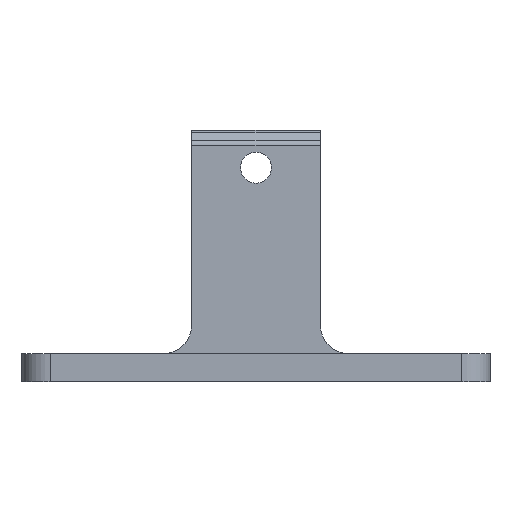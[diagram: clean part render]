
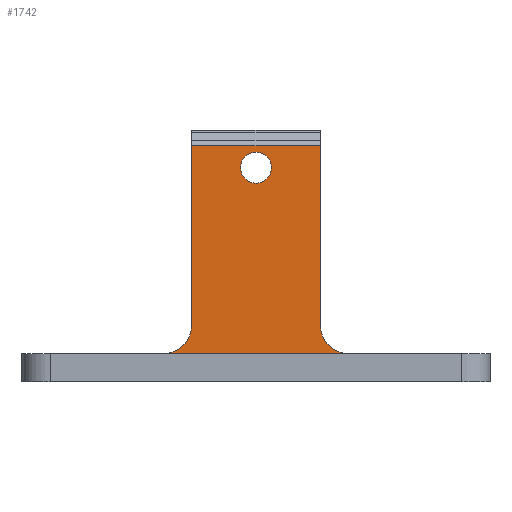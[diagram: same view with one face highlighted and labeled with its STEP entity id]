
A CAD part, front view. The second image highlights one B-rep face of the part: STEP entity #1742.
In plain terms, the highlighted planar face has unit normal (0, -1, 0).
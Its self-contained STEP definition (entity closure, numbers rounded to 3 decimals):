
#336=CARTESIAN_POINT('Vertex',(11.25,-3.3,-12.5)) ;
#339=CARTESIAN_POINT('Line Origine',(0.,-3.3,-12.5)) ;
#343=CARTESIAN_POINT('Vertex',(-11.25,-3.3,-12.5)) ;
#950=CARTESIAN_POINT('Vertex',(-11.25,-3.3,-10.5)) ;
#953=CARTESIAN_POINT('Line Origine',(-11.25,-3.3,-11.5)) ;
#976=CARTESIAN_POINT('Vertex',(11.25,-3.3,-10.5)) ;
#979=CARTESIAN_POINT('Line Origine',(11.25,-3.3,-11.5)) ;
#1280=CARTESIAN_POINT('Vertex',(-1.1,-3.3,2.65)) ;
#1283=CARTESIAN_POINT('Axis2P3D Location',(0.,-3.3,2.65)) ;
#1287=CARTESIAN_POINT('Vertex',(1.1,-3.3,2.65)) ;
#1309=CARTESIAN_POINT('Axis2P3D Location',(0.,-3.3,2.65)) ;
#1337=CARTESIAN_POINT('Vertex',(6.55,-3.3,-10.5)) ;
#1351=CARTESIAN_POINT('Vertex',(4.55,-3.3,-8.5)) ;
#1354=CARTESIAN_POINT('Axis2P3D Location',(6.55,-3.3,-8.5)) ;
#1409=CARTESIAN_POINT('Line Origine',(8.9,-3.3,-10.5)) ;
#1414=CARTESIAN_POINT('Line Origine',(-8.9,-3.3,-10.5)) ;
#1418=CARTESIAN_POINT('Vertex',(-6.55,-3.3,-10.5)) ;
#1460=CARTESIAN_POINT('Vertex',(-4.55,-3.3,-8.5)) ;
#1468=CARTESIAN_POINT('Axis2P3D Location',(-6.55,-3.3,-8.5)) ;
#1702=CARTESIAN_POINT('Axis2P3D Location',(11.25,-3.3,-12.5)) ;
#1707=CARTESIAN_POINT('Line Origine',(0.,-3.3,4.193)) ;
#1711=CARTESIAN_POINT('Vertex',(-4.55,-3.3,4.193)) ;
#1713=CARTESIAN_POINT('Vertex',(4.55,-3.3,4.193)) ;
#1716=CARTESIAN_POINT('Line Origine',(-4.55,-3.3,-2.154)) ;
#1721=CARTESIAN_POINT('Line Origine',(4.55,-3.3,-2.154)) ;
#340=DIRECTION('Vector Direction',(-1.,0.,0.)) ;
#954=DIRECTION('Vector Direction',(0.,0.,1.)) ;
#980=DIRECTION('Vector Direction',(0.,0.,1.)) ;
#1284=DIRECTION('Axis2P3D Direction',(0.,1.,0.)) ;
#1310=DIRECTION('Axis2P3D Direction',(0.,1.,0.)) ;
#1355=DIRECTION('Axis2P3D Direction',(0.,1.,0.)) ;
#1410=DIRECTION('Vector Direction',(-1.,0.,0.)) ;
#1415=DIRECTION('Vector Direction',(-1.,0.,0.)) ;
#1469=DIRECTION('Axis2P3D Direction',(-0.,1.,0.)) ;
#1703=DIRECTION('Axis2P3D Direction',(0.,1.,-0.)) ;
#1704=DIRECTION('Axis2P3D XDirection',(-1.,0.,0.)) ;
#1708=DIRECTION('Vector Direction',(-1.,0.,0.)) ;
#1717=DIRECTION('Vector Direction',(0.,0.,-1.)) ;
#1722=DIRECTION('Vector Direction',(0.,0.,1.)) ;
#1285=AXIS2_PLACEMENT_3D('Circle Axis2P3D',#1283,#1284,$) ;
#1311=AXIS2_PLACEMENT_3D('Circle Axis2P3D',#1309,#1310,$) ;
#1356=AXIS2_PLACEMENT_3D('Circle Axis2P3D',#1354,#1355,$) ;
#1470=AXIS2_PLACEMENT_3D('Circle Axis2P3D',#1468,#1469,$) ;
#1705=AXIS2_PLACEMENT_3D('Plane Axis2P3D',#1702,#1703,#1704) ;
#1727=ORIENTED_EDGE('',*,*,#1715,.F.) ;
#1728=ORIENTED_EDGE('',*,*,#1720,.T.) ;
#1729=ORIENTED_EDGE('',*,*,#1472,.T.) ;
#1730=ORIENTED_EDGE('',*,*,#1420,.T.) ;
#1731=ORIENTED_EDGE('',*,*,#957,.F.) ;
#1732=ORIENTED_EDGE('',*,*,#345,.F.) ;
#1733=ORIENTED_EDGE('',*,*,#983,.T.) ;
#1734=ORIENTED_EDGE('',*,*,#1413,.T.) ;
#1735=ORIENTED_EDGE('',*,*,#1358,.T.) ;
#1736=ORIENTED_EDGE('',*,*,#1725,.F.) ;
#1739=ORIENTED_EDGE('',*,*,#1289,.T.) ;
#1740=ORIENTED_EDGE('',*,*,#1313,.T.) ;
#1741=FACE_BOUND('',#1738,.T.) ;
#341=VECTOR('Line Direction',#340,1.) ;
#955=VECTOR('Line Direction',#954,1.) ;
#981=VECTOR('Line Direction',#980,1.) ;
#1411=VECTOR('Line Direction',#1410,1.) ;
#1416=VECTOR('Line Direction',#1415,1.) ;
#1709=VECTOR('Line Direction',#1708,1.) ;
#1718=VECTOR('Line Direction',#1717,1.) ;
#1723=VECTOR('Line Direction',#1722,1.) ;
#1742=ADVANCED_FACE('Servo holder',(#1737,#1741),#1706,.F.) ;
#1286=CIRCLE('generated circle',#1285,1.1) ;
#1312=CIRCLE('generated circle',#1311,1.1) ;
#1357=CIRCLE('generated circle',#1356,2.) ;
#1471=CIRCLE('generated circle',#1470,2.) ;
#345=EDGE_CURVE('',#337,#344,#342,.T.) ;
#957=EDGE_CURVE('',#344,#951,#956,.T.) ;
#983=EDGE_CURVE('',#337,#977,#982,.T.) ;
#1289=EDGE_CURVE('',#1288,#1281,#1286,.T.) ;
#1313=EDGE_CURVE('',#1281,#1288,#1312,.T.) ;
#1358=EDGE_CURVE('',#1338,#1352,#1357,.T.) ;
#1413=EDGE_CURVE('',#977,#1338,#1412,.T.) ;
#1420=EDGE_CURVE('',#1419,#951,#1417,.T.) ;
#1472=EDGE_CURVE('',#1461,#1419,#1471,.T.) ;
#1715=EDGE_CURVE('',#1712,#1714,#1710,.F.) ;
#1720=EDGE_CURVE('',#1712,#1461,#1719,.T.) ;
#1725=EDGE_CURVE('',#1714,#1352,#1724,.F.) ;
#1726=EDGE_LOOP('',(#1727,#1728,#1729,#1730,#1731,#1732,#1733,#1734,#1735,#1736)) ;
#1738=EDGE_LOOP('',(#1739,#1740)) ;
#1737=FACE_OUTER_BOUND('',#1726,.T.) ;
#342=LINE('Line',#339,#341) ;
#956=LINE('Line',#953,#955) ;
#982=LINE('Line',#979,#981) ;
#1412=LINE('Line',#1409,#1411) ;
#1417=LINE('Line',#1414,#1416) ;
#1710=LINE('Line',#1707,#1709) ;
#1719=LINE('Line',#1716,#1718) ;
#1724=LINE('Line',#1721,#1723) ;
#1706=PLANE('Plane',#1705) ;
#337=VERTEX_POINT('',#336) ;
#344=VERTEX_POINT('',#343) ;
#951=VERTEX_POINT('',#950) ;
#977=VERTEX_POINT('',#976) ;
#1281=VERTEX_POINT('',#1280) ;
#1288=VERTEX_POINT('',#1287) ;
#1338=VERTEX_POINT('',#1337) ;
#1352=VERTEX_POINT('',#1351) ;
#1419=VERTEX_POINT('',#1418) ;
#1461=VERTEX_POINT('',#1460) ;
#1712=VERTEX_POINT('',#1711) ;
#1714=VERTEX_POINT('',#1713) ;
